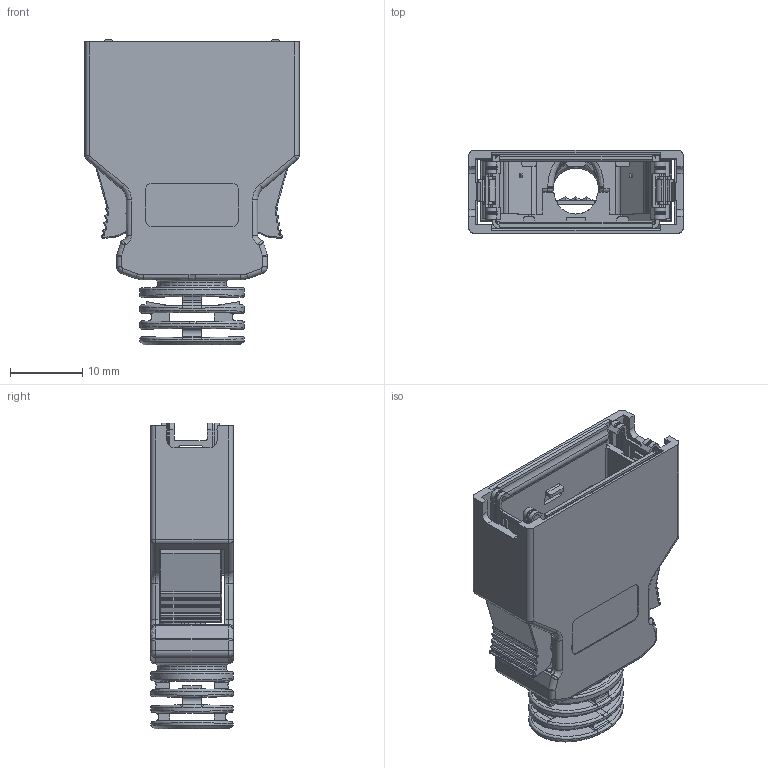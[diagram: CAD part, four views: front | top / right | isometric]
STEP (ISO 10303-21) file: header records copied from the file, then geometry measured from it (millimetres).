
FILE_DESCRIPTION( ('This file contains a STEP AP42 implementation' ,'as created by ZW3D STEP Interface translator.') ,'2;1' );
FILE_NAME( '6326M-020S00P00X.stp' ,'2311 7. 843 0', (''), ('ZWCAD Software Co.'), 'Version 1.0', 'ZW3D to STEP translator', '' );
FILE_SCHEMA(('AUTOMOTIVE_DESIGN { 1 0 10303 214 1 1 1 1 }'));
Length unit declared in the file: millimetre
Products named in the file (2): 0; 6326M-020S00P001+CONN
Bounding box: 29.7 x 11.5 x 42.38 mm (x, y, z)
Volume: 2332.7 mm3; surface area: 10729.7 mm2
Topology: 1 solids, 2 shells, 2320 faces, 6331 edges, 3928 vertices
Faces by surface type: bspline 1119, plane 918, cylinder 241, cone 34, sphere 8
Full cylindrical faces by diameter (mm): 6.7 x1, 9.55 x1
Entity records: 122202 total; most frequent: CARTESIAN_POINT 75020, ORIENTED_EDGE 12638, EDGE_CURVE 6305, B_SPLINE_CURVE_WITH_KNOTS 4672, DIRECTION 4358, VERTEX_POINT 3934, EDGE_LOOP 2377, FACE_OUTER_BOUND 2320
